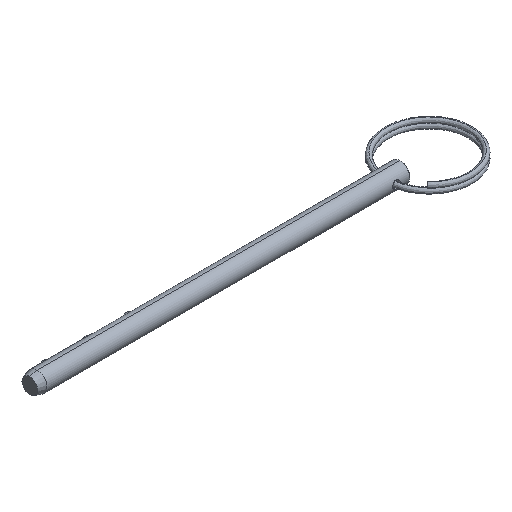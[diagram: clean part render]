
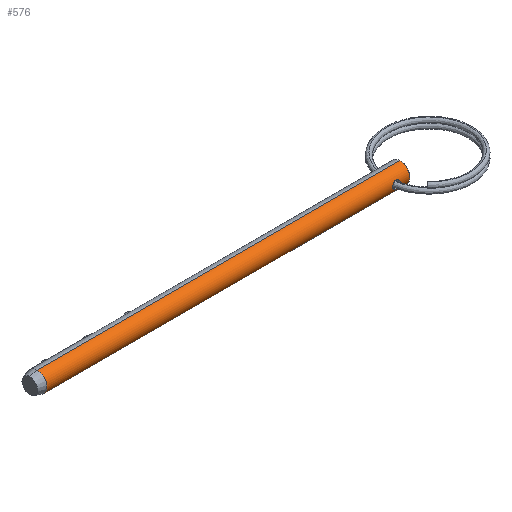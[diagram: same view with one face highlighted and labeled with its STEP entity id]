
A CAD part, isometric view. The second image highlights one B-rep face of the part: STEP entity #576.
In plain terms, the highlighted cylindrical face has radius 3 mm (diameter 6 mm), a partial arc.
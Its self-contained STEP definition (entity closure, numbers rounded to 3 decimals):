
#28 = CARTESIAN_POINT ( 'NONE',  ( 52.35, -2.75, 1.2 ) ) ;
#34 = CARTESIAN_POINT ( 'NONE',  ( 51.212, -2.976, 0.389 ) ) ;
#36 = DIRECTION ( 'NONE',  ( -1., 0., 0. ) ) ;
#38 = CARTESIAN_POINT ( 'NONE',  ( 53.55, -3., 0.08 ) ) ;
#41 = CARTESIAN_POINT ( 'NONE',  ( -54.511, 0., 0. ) ) ;
#109 = DIRECTION ( 'NONE',  ( 0., 0., 1. ) ) ;
#110 = VECTOR ( 'NONE', #716, 1000. ) ;
#143 = FACE_OUTER_BOUND ( 'NONE', #775, .T. ) ;
#149 = CARTESIAN_POINT ( 'NONE',  ( 56.75, 0., 0. ) ) ;
#157 = CARTESIAN_POINT ( 'NONE',  ( 51.743, -2.812, -1.047 ) ) ;
#167 = DIRECTION ( 'NONE',  ( -1., 0., 0. ) ) ;
#224 = CARTESIAN_POINT ( 'NONE',  ( 52.35, -2.75, -1.2 ) ) ;
#241 = CARTESIAN_POINT ( 'NONE',  ( -54.511, 0., 3. ) ) ;
#304 = DIRECTION ( 'NONE',  ( -1., 0., 0. ) ) ;
#307 = CARTESIAN_POINT ( 'NONE',  ( 56.369, 0., 3. ) ) ;
#313 = CARTESIAN_POINT ( 'NONE',  ( 56.369, 0., 0. ) ) ;
#334 = CARTESIAN_POINT ( 'NONE',  ( 53.397, -2.942, -0.606 ) ) ;
#336 = CARTESIAN_POINT ( 'NONE',  ( 52.35, -2.75, -1.2 ) ) ;
#361 = EDGE_CURVE ( 'NONE', #1219, #558, #372, .T. ) ;
#372 = B_SPLINE_CURVE_WITH_KNOTS ( 'NONE', 3,
 ( #224, #627, #922, #157, #641, #511, #408, #667, #1221, #725, #1417, #1289, #34, #1446, #604, #1083, #1183, #1123, #1037, #1132 ),
 .UNSPECIFIED., .F., .F.,
 ( 4, 2, 2, 2, 2, 2, 2, 2, 2, 4 ),
 ( 0., 0., 0.001, 0.001, 0.002, 0.002, 0.002, 0.003, 0.003, 0.004 ),
 .UNSPECIFIED. ) ;
#376 = CARTESIAN_POINT ( 'NONE',  ( 53.088, -2.845, 0.959 ) ) ;
#382 = DIRECTION ( 'NONE',  ( 0., 0., 1. ) ) ;
#408 = CARTESIAN_POINT ( 'NONE',  ( 51.303, -2.942, -0.607 ) ) ;
#422 = CARTESIAN_POINT ( 'NONE',  ( 53.518, -2.987, -0.317 ) ) ;
#424 = VERTEX_POINT ( 'NONE', #241 ) ;
#433 = CARTESIAN_POINT ( 'NONE',  ( 56.75, 0., 3. ) ) ;
#511 = CARTESIAN_POINT ( 'NONE',  ( 51.392, -2.91, -0.739 ) ) ;
#558 = VERTEX_POINT ( 'NONE', #28 ) ;
#576 = ADVANCED_FACE ( 'NONE', ( #143, #786 ), #707, .T. ) ;
#604 = CARTESIAN_POINT ( 'NONE',  ( 51.392, -2.91, 0.74 ) ) ;
#616 = AXIS2_PLACEMENT_3D ( 'NONE', #149, #1355, #109 ) ;
#627 = CARTESIAN_POINT ( 'NONE',  ( 52.19, -2.75, -1.2 ) ) ;
#631 = EDGE_CURVE ( 'NONE', #1391, #424, #1351, .T. ) ;
#641 = CARTESIAN_POINT ( 'NONE',  ( 51.611, -2.845, -0.958 ) ) ;
#651 = CARTESIAN_POINT ( 'NONE',  ( 53.309, -2.91, -0.738 ) ) ;
#667 = CARTESIAN_POINT ( 'NONE',  ( 51.182, -2.987, -0.318 ) ) ;
#692 = CARTESIAN_POINT ( 'NONE',  ( 52.35, -2.75, 1.2 ) ) ;
#707 = CYLINDRICAL_SURFACE ( 'NONE', #616, 3. ) ;
#716 = DIRECTION ( 'NONE',  ( -1., 0., 0. ) ) ;
#720 = EDGE_CURVE ( 'NONE', #793, #1391, #986, .T. ) ;
#725 = CARTESIAN_POINT ( 'NONE',  ( 51.15, -3., 0.079 ) ) ;
#741 = B_SPLINE_CURVE_WITH_KNOTS ( 'NONE', 3,
 ( #692, #1571, #934, #1360, #376, #1579, #1277, #1043, #1149, #1118, #38, #1099, #422, #334, #651, #1505, #1228, #1157, #842, #763 ),
 .UNSPECIFIED., .F., .F.,
 ( 4, 2, 2, 2, 2, 2, 2, 2, 2, 4 ),
 ( 0.004, 0.004, 0.005, 0.005, 0.005, 0.006, 0.006, 0.007, 0.007, 0.008 ),
 .UNSPECIFIED. ) ;
#763 = CARTESIAN_POINT ( 'NONE',  ( 52.35, -2.75, -1.2 ) ) ;
#764 = LINE ( 'NONE', #790, #1568 ) ;
#775 = EDGE_LOOP ( 'NONE', ( #797, #1339, #1235, #1485 ) ) ;
#786 = FACE_BOUND ( 'NONE', #1250, .T. ) ;
#790 = CARTESIAN_POINT ( 'NONE',  ( 56.75, 0., -3. ) ) ;
#793 = VERTEX_POINT ( 'NONE', #1127 ) ;
#797 = ORIENTED_EDGE ( 'NONE', *, *, #1227, .F. ) ;
#842 = CARTESIAN_POINT ( 'NONE',  ( 52.51, -2.75, -1.2 ) ) ;
#900 = DIRECTION ( 'NONE',  ( 0., 0., 1. ) ) ;
#901 = CIRCLE ( 'NONE', #1426, 3. ) ;
#922 = CARTESIAN_POINT ( 'NONE',  ( 52.032, -2.764, -1.168 ) ) ;
#934 = CARTESIAN_POINT ( 'NONE',  ( 52.667, -2.764, 1.168 ) ) ;
#986 = CIRCLE ( 'NONE', #999, 3. ) ;
#999 = AXIS2_PLACEMENT_3D ( 'NONE', #313, #304, #900 ) ;
#1037 = CARTESIAN_POINT ( 'NONE',  ( 52.192, -2.75, 1.2 ) ) ;
#1043 = CARTESIAN_POINT ( 'NONE',  ( 53.488, -2.975, 0.39 ) ) ;
#1058 = VERTEX_POINT ( 'NONE', #1191 ) ;
#1083 = CARTESIAN_POINT ( 'NONE',  ( 51.612, -2.845, 0.959 ) ) ;
#1099 = CARTESIAN_POINT ( 'NONE',  ( 53.55, -3., -0.158 ) ) ;
#1118 = CARTESIAN_POINT ( 'NONE',  ( 53.542, -2.997, 0.16 ) ) ;
#1123 = CARTESIAN_POINT ( 'NONE',  ( 52.033, -2.764, 1.168 ) ) ;
#1127 = CARTESIAN_POINT ( 'NONE',  ( 56.369, 0., -3. ) ) ;
#1132 = CARTESIAN_POINT ( 'NONE',  ( 52.35, -2.75, 1.2 ) ) ;
#1149 = CARTESIAN_POINT ( 'NONE',  ( 53.511, -2.984, 0.315 ) ) ;
#1157 = CARTESIAN_POINT ( 'NONE',  ( 52.667, -2.764, -1.168 ) ) ;
#1183 = CARTESIAN_POINT ( 'NONE',  ( 51.744, -2.812, 1.048 ) ) ;
#1191 = CARTESIAN_POINT ( 'NONE',  ( -54.511, 0., -3. ) ) ;
#1219 = VERTEX_POINT ( 'NONE', #336 ) ;
#1221 = CARTESIAN_POINT ( 'NONE',  ( 51.15, -3., -0.159 ) ) ;
#1227 = EDGE_CURVE ( 'NONE', #793, #1058, #764, .T. ) ;
#1228 = CARTESIAN_POINT ( 'NONE',  ( 52.959, -2.812, -1.046 ) ) ;
#1235 = ORIENTED_EDGE ( 'NONE', *, *, #631, .T. ) ;
#1250 = EDGE_LOOP ( 'NONE', ( #1293, #1538 ) ) ;
#1266 = EDGE_CURVE ( 'NONE', #1058, #424, #901, .T. ) ;
#1277 = CARTESIAN_POINT ( 'NONE',  ( 53.397, -2.942, 0.607 ) ) ;
#1289 = CARTESIAN_POINT ( 'NONE',  ( 51.189, -2.985, 0.314 ) ) ;
#1293 = ORIENTED_EDGE ( 'NONE', *, *, #361, .T. ) ;
#1339 = ORIENTED_EDGE ( 'NONE', *, *, #720, .T. ) ;
#1351 = LINE ( 'NONE', #433, #110 ) ;
#1355 = DIRECTION ( 'NONE',  ( -1., 0., 0. ) ) ;
#1360 = CARTESIAN_POINT ( 'NONE',  ( 52.957, -2.812, 1.047 ) ) ;
#1391 = VERTEX_POINT ( 'NONE', #307 ) ;
#1417 = CARTESIAN_POINT ( 'NONE',  ( 51.158, -2.997, 0.159 ) ) ;
#1426 = AXIS2_PLACEMENT_3D ( 'NONE', #41, #36, #382 ) ;
#1446 = CARTESIAN_POINT ( 'NONE',  ( 51.304, -2.941, 0.609 ) ) ;
#1468 = EDGE_CURVE ( 'NONE', #558, #1219, #741, .T. ) ;
#1485 = ORIENTED_EDGE ( 'NONE', *, *, #1266, .F. ) ;
#1505 = CARTESIAN_POINT ( 'NONE',  ( 53.089, -2.845, -0.958 ) ) ;
#1538 = ORIENTED_EDGE ( 'NONE', *, *, #1468, .T. ) ;
#1568 = VECTOR ( 'NONE', #167, 1000. ) ;
#1571 = CARTESIAN_POINT ( 'NONE',  ( 52.508, -2.75, 1.2 ) ) ;
#1579 = CARTESIAN_POINT ( 'NONE',  ( 53.309, -2.91, 0.738 ) ) ;
